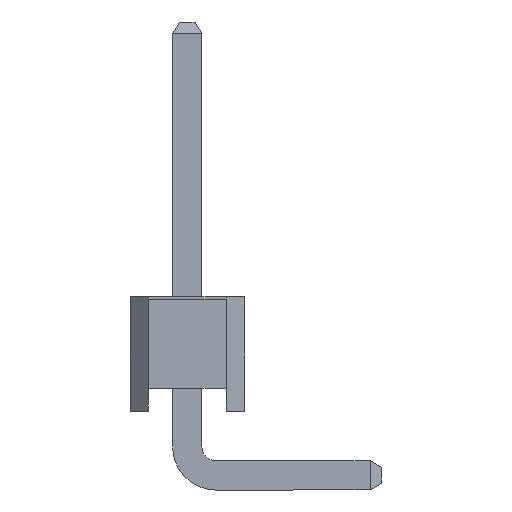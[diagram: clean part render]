
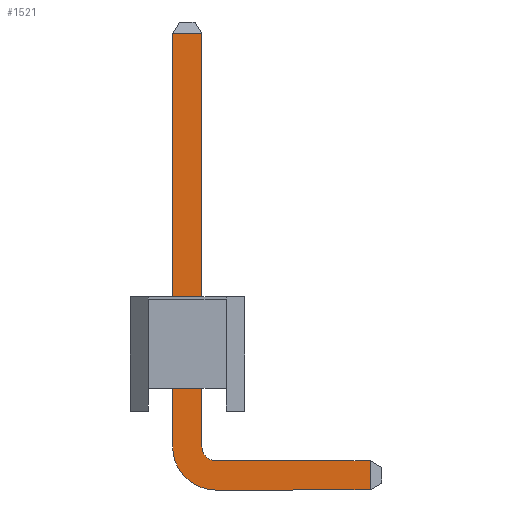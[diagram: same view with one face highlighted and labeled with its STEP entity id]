
A CAD part, left-side view. The second image highlights one B-rep face of the part: STEP entity #1521.
In plain terms, the highlighted planar face has unit normal (-1, 0, 0).
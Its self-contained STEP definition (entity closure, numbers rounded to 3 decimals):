
#19 = VERTEX_POINT ( 'NONE', #759 ) ;
#69 = VERTEX_POINT ( 'NONE', #463 ) ;
#153 = CARTESIAN_POINT ( 'NONE',  ( -0.32, 0.93, -0.32 ) ) ;
#231 = LINE ( 'NONE', #5164, #1713 ) ;
#310 = VERTEX_POINT ( 'NONE', #4716 ) ;
#427 = VECTOR ( 'NONE', #3964, 1000. ) ;
#463 = CARTESIAN_POINT ( 'NONE',  ( -0.32, 1.57, 9.64 ) ) ;
#466 = EDGE_CURVE ( 'NONE', #3166, #69, #1937, .T. ) ;
#504 = EDGE_CURVE ( 'NONE', #4101, #1299, #231, .T. ) ;
#576 = DIRECTION ( 'NONE',  ( 0., -1., 0. ) ) ;
#759 = CARTESIAN_POINT ( 'NONE',  ( -0.32, 0.63, -0.32 ) ) ;
#877 = CARTESIAN_POINT ( 'NONE',  ( -0.32, -2.74, -5.445 ) ) ;
#1026 = DIRECTION ( 'NONE',  ( 0., 1., 0. ) ) ;
#1230 = PLANE ( 'NONE',  #4111 ) ;
#1299 = VERTEX_POINT ( 'NONE', #2957 ) ;
#1309 = DIRECTION ( 'NONE',  ( 0., -1., 0. ) ) ;
#1513 = CIRCLE ( 'NONE', #4561, 0.94 ) ;
#1521 = ADVANCED_FACE ( 'NONE', ( #3390 ), #1230, .T. ) ;
#1626 = DIRECTION ( 'NONE',  ( 1., 0., 0. ) ) ;
#1713 = VECTOR ( 'NONE', #4772, 1000. ) ;
#1742 = VECTOR ( 'NONE', #2913, 1000. ) ;
#1828 = CARTESIAN_POINT ( 'NONE',  ( -0.32, 1.57, -5.445 ) ) ;
#1909 = LINE ( 'NONE', #4337, #3023 ) ;
#1917 = EDGE_CURVE ( 'NONE', #310, #1299, #2530, .T. ) ;
#1937 = LINE ( 'NONE', #1828, #4244 ) ;
#1988 = CARTESIAN_POINT ( 'NONE',  ( -0.32, 0.63, 0.32 ) ) ;
#1993 = ORIENTED_EDGE ( 'NONE', *, *, #4150, .T. ) ;
#2073 = ORIENTED_EDGE ( 'NONE', *, *, #5101, .F. ) ;
#2080 = EDGE_CURVE ( 'NONE', #3166, #19, #1513, .T. ) ;
#2229 = CARTESIAN_POINT ( 'NONE',  ( -0.32, 0.63, 0.62 ) ) ;
#2449 = CARTESIAN_POINT ( 'NONE',  ( -0.32, 0.63, 0.62 ) ) ;
#2530 = LINE ( 'NONE', #877, #2823 ) ;
#2539 = CARTESIAN_POINT ( 'NONE',  ( -0.32, 0.93, 0.62 ) ) ;
#2737 = CARTESIAN_POINT ( 'NONE',  ( -0.32, 0.93, -5.445 ) ) ;
#2799 = ORIENTED_EDGE ( 'NONE', *, *, #3759, .T. ) ;
#2823 = VECTOR ( 'NONE', #4568, 1000. ) ;
#2913 = DIRECTION ( 'NONE',  ( 0., 1., 0. ) ) ;
#2957 = CARTESIAN_POINT ( 'NONE',  ( -0.32, -2.74, 0.32 ) ) ;
#3023 = VECTOR ( 'NONE', #1026, 1000. ) ;
#3111 = EDGE_CURVE ( 'NONE', #5277, #69, #1909, .T. ) ;
#3166 = VERTEX_POINT ( 'NONE', #5140 ) ;
#3210 = ORIENTED_EDGE ( 'NONE', *, *, #504, .F. ) ;
#3229 = CIRCLE ( 'NONE', #4792, 0.3 ) ;
#3390 = FACE_OUTER_BOUND ( 'NONE', #3739, .T. ) ;
#3549 = ORIENTED_EDGE ( 'NONE', *, *, #466, .F. ) ;
#3694 = DIRECTION ( 'NONE',  ( -1., 0., 0. ) ) ;
#3739 = EDGE_LOOP ( 'NONE', ( #2073, #5243, #3210, #1993, #2799, #4648, #3549, #5114 ) ) ;
#3759 = EDGE_CURVE ( 'NONE', #5226, #5277, #4750, .T. ) ;
#3964 = DIRECTION ( 'NONE',  ( 0., 0., 1. ) ) ;
#4041 = DIRECTION ( 'NONE',  ( 0., -1., 0. ) ) ;
#4042 = LINE ( 'NONE', #153, #1742 ) ;
#4101 = VERTEX_POINT ( 'NONE', #1988 ) ;
#4111 = AXIS2_PLACEMENT_3D ( 'NONE', #4203, #3694, #1309 ) ;
#4150 = EDGE_CURVE ( 'NONE', #4101, #5226, #3229, .T. ) ;
#4203 = CARTESIAN_POINT ( 'NONE',  ( -0.32, 0.93, -5.445 ) ) ;
#4244 = VECTOR ( 'NONE', #4820, 1000. ) ;
#4323 = DIRECTION ( 'NONE',  ( -1., 0., 0. ) ) ;
#4337 = CARTESIAN_POINT ( 'NONE',  ( -0.32, 0.93, 9.64 ) ) ;
#4359 = CARTESIAN_POINT ( 'NONE',  ( -0.32, 0.93, 9.64 ) ) ;
#4561 = AXIS2_PLACEMENT_3D ( 'NONE', #2229, #4323, #576 ) ;
#4568 = DIRECTION ( 'NONE',  ( 0., 0., 1. ) ) ;
#4648 = ORIENTED_EDGE ( 'NONE', *, *, #3111, .T. ) ;
#4716 = CARTESIAN_POINT ( 'NONE',  ( -0.32, -2.74, -0.32 ) ) ;
#4750 = LINE ( 'NONE', #2737, #427 ) ;
#4772 = DIRECTION ( 'NONE',  ( 0., -1., 0. ) ) ;
#4792 = AXIS2_PLACEMENT_3D ( 'NONE', #2449, #1626, #4041 ) ;
#4820 = DIRECTION ( 'NONE',  ( 0., 0., 1. ) ) ;
#5101 = EDGE_CURVE ( 'NONE', #310, #19, #4042, .T. ) ;
#5114 = ORIENTED_EDGE ( 'NONE', *, *, #2080, .T. ) ;
#5140 = CARTESIAN_POINT ( 'NONE',  ( -0.32, 1.57, 0.62 ) ) ;
#5164 = CARTESIAN_POINT ( 'NONE',  ( -0.32, 1.57, 0.32 ) ) ;
#5226 = VERTEX_POINT ( 'NONE', #2539 ) ;
#5243 = ORIENTED_EDGE ( 'NONE', *, *, #1917, .T. ) ;
#5277 = VERTEX_POINT ( 'NONE', #4359 ) ;
